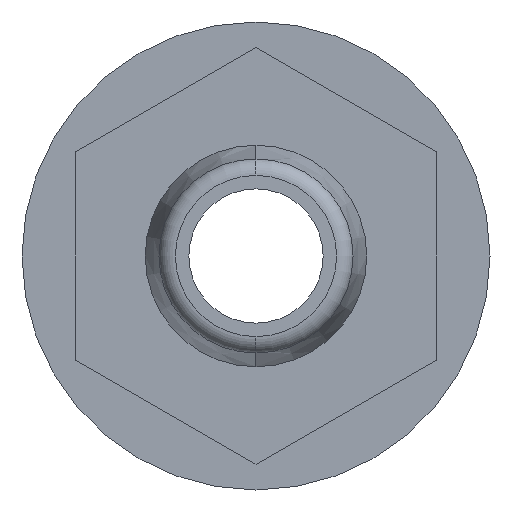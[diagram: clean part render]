
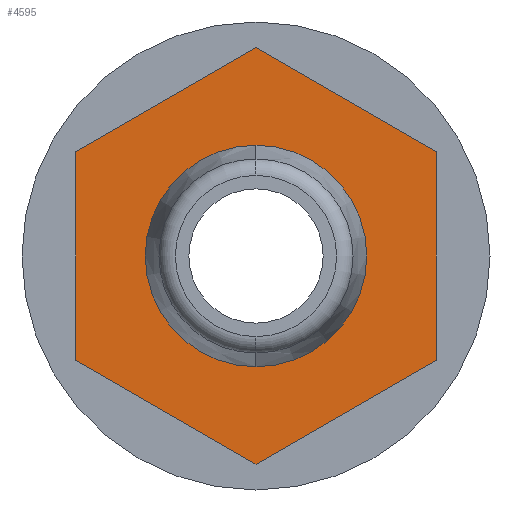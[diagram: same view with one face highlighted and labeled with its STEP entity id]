
A CAD part, left-side view. The second image highlights one B-rep face of the part: STEP entity #4595.
In plain terms, the highlighted planar face has unit normal (-1, 0, 0).
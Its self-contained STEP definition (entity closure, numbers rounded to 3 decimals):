
#31 = EDGE_LOOP ( 'NONE', ( #338, #339, #340, #341, #342, #343 ) ) ;
#37 = EDGE_LOOP ( 'NONE', ( #336, #337 ) ) ;
#120 = VERTEX_POINT ( 'NONE', #4779 ) ;
#132 = VERTEX_POINT ( 'NONE', #4791 ) ;
#336 = ORIENTED_EDGE ( 'NONE', *, *, #4491, .F. ) ;
#337 = ORIENTED_EDGE ( 'NONE', *, *, #4460, .F. ) ;
#338 = ORIENTED_EDGE ( 'NONE', *, *, #4461, .T. ) ;
#339 = ORIENTED_EDGE ( 'NONE', *, *, #4458, .T. ) ;
#340 = ORIENTED_EDGE ( 'NONE', *, *, #4459, .T. ) ;
#341 = ORIENTED_EDGE ( 'NONE', *, *, #4456, .T. ) ;
#342 = ORIENTED_EDGE ( 'NONE', *, *, #4457, .T. ) ;
#343 = ORIENTED_EDGE ( 'NONE', *, *, #4454, .T. ) ;
#931 = CARTESIAN_POINT ( 'NONE',  ( -25., 12.413, 0. ) ) ;
#932 = FACE_OUTER_BOUND ( 'NONE', #31, .T. ) ;
#936 = FACE_BOUND ( 'NONE', #37, .T. ) ;
#937 = PLANE ( 'NONE',  #4361 ) ;
#939 = DIRECTION ( 'NONE',  ( 1., 0., 0. ) ) ;
#940 = DIRECTION ( 'NONE',  ( 0., 0., -1. ) ) ;
#2345 = VERTEX_POINT ( 'NONE', #4816 ) ;
#2359 = VERTEX_POINT ( 'NONE', #4830 ) ;
#2366 = VERTEX_POINT ( 'NONE', #4837 ) ;
#2367 = VERTEX_POINT ( 'NONE', #4838 ) ;
#2368 = VERTEX_POINT ( 'NONE', #4839 ) ;
#2369 = VERTEX_POINT ( 'NONE', #4840 ) ;
#4147 = CARTESIAN_POINT ( 'NONE',  ( -25., 0., 12.413 ) ) ;
#4151 = CARTESIAN_POINT ( 'NONE',  ( -25., -10.75, -6.207 ) ) ;
#4164 = LINE ( 'NONE', #4147, #5120 ) ;
#4168 = LINE ( 'NONE', #4151, #5125 ) ;
#4169 = DIRECTION ( 'NONE',  ( 0., 0.866, -0.5 ) ) ;
#4170 = CARTESIAN_POINT ( 'NONE',  ( -25., 10.75, 6.207 ) ) ;
#4174 = DIRECTION ( 'NONE',  ( 0., 0., 1. ) ) ;
#4175 = LINE ( 'NONE', #4176, #5127 ) ;
#4176 = CARTESIAN_POINT ( 'NONE',  ( -25., -10.75, 6.207 ) ) ;
#4177 = DIRECTION ( 'NONE',  ( 0., 0.866, 0.5 ) ) ;
#4178 = LINE ( 'NONE', #4179, #5128 ) ;
#4179 = CARTESIAN_POINT ( 'NONE',  ( -25., 10.75, -6.207 ) ) ;
#4180 = DIRECTION ( 'NONE',  ( 0., -0.866, -0.5 ) ) ;
#4181 = LINE ( 'NONE', #4182, #5129 ) ;
#4182 = CARTESIAN_POINT ( 'NONE',  ( -25., 0., -12.413 ) ) ;
#4183 = DIRECTION ( 'NONE',  ( 0., -0.866, 0.5 ) ) ;
#4186 = LINE ( 'NONE', #4170, #5124 ) ;
#4187 = CARTESIAN_POINT ( 'NONE',  ( -25., 0., 0. ) ) ;
#4188 = DIRECTION ( 'NONE',  ( -1., 0., 0. ) ) ;
#4189 = DIRECTION ( 'NONE',  ( 0., 0., 1. ) ) ;
#4190 = DIRECTION ( 'NONE',  ( 0., 0., -1. ) ) ;
#4305 = CARTESIAN_POINT ( 'NONE',  ( -25., 0., 0. ) ) ;
#4306 = DIRECTION ( 'NONE',  ( -1., 0., 0. ) ) ;
#4307 = DIRECTION ( 'NONE',  ( 0., 0., 1. ) ) ;
#4361 = AXIS2_PLACEMENT_3D ( 'NONE', #931, #939, #940 ) ;
#4454 = EDGE_CURVE ( 'NONE', #2369, #2359, #4164, .T. ) ;
#4456 = EDGE_CURVE ( 'NONE', #2367, #2368, #4168, .T. ) ;
#4457 = EDGE_CURVE ( 'NONE', #2368, #2369, #4175, .T. ) ;
#4458 = EDGE_CURVE ( 'NONE', #2345, #2366, #4178, .T. ) ;
#4459 = EDGE_CURVE ( 'NONE', #2366, #2367, #4181, .T. ) ;
#4460 = EDGE_CURVE ( 'NONE', #120, #132, #5130, .T. ) ;
#4461 = EDGE_CURVE ( 'NONE', #2359, #2345, #4186, .T. ) ;
#4491 = EDGE_CURVE ( 'NONE', #132, #120, #5176, .T. ) ;
#4595 = ADVANCED_FACE ( 'NONE', ( #936, #932 ), #937, .F. ) ;
#4779 = CARTESIAN_POINT ( 'NONE',  ( -25., 0., -6.6 ) ) ;
#4791 = CARTESIAN_POINT ( 'NONE',  ( -25., 0., 6.6 ) ) ;
#4816 = CARTESIAN_POINT ( 'NONE',  ( -25., 10.75, -6.207 ) ) ;
#4830 = CARTESIAN_POINT ( 'NONE',  ( -25., 10.75, 6.207 ) ) ;
#4837 = CARTESIAN_POINT ( 'NONE',  ( -25., 0., -12.413 ) ) ;
#4838 = CARTESIAN_POINT ( 'NONE',  ( -25., -10.75, -6.207 ) ) ;
#4839 = CARTESIAN_POINT ( 'NONE',  ( -25., -10.75, 6.207 ) ) ;
#4840 = CARTESIAN_POINT ( 'NONE',  ( -25., 0., 12.413 ) ) ;
#5120 = VECTOR ( 'NONE', #4169, 1000. ) ;
#5124 = VECTOR ( 'NONE', #4190, 1000. ) ;
#5125 = VECTOR ( 'NONE', #4174, 1000. ) ;
#5127 = VECTOR ( 'NONE', #4177, 1000. ) ;
#5128 = VECTOR ( 'NONE', #4180, 1000. ) ;
#5129 = VECTOR ( 'NONE', #4183, 1000. ) ;
#5130 = CIRCLE ( 'NONE', #5132, 6.6 ) ;
#5132 = AXIS2_PLACEMENT_3D ( 'NONE', #4187, #4188, #4189 ) ;
#5176 = CIRCLE ( 'NONE', #5178, 6.6 ) ;
#5178 = AXIS2_PLACEMENT_3D ( 'NONE', #4305, #4306, #4307 ) ;
